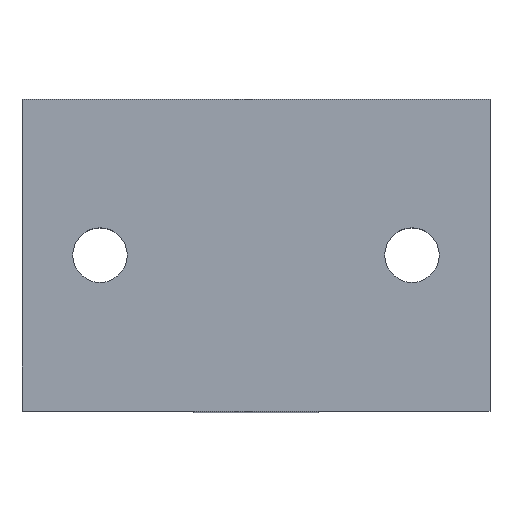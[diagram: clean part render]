
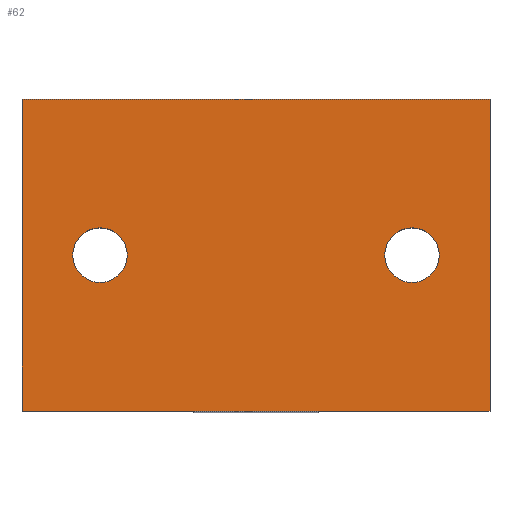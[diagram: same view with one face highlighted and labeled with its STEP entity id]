
A CAD part, top view. The second image highlights one B-rep face of the part: STEP entity #62.
In plain terms, the highlighted planar face has unit normal (0, 0, 1).
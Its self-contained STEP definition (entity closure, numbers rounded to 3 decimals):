
#62=ADVANCED_FACE('',(#136,#138,#140),#142,.T.);
#136=FACE_BOUND('',#137,.T.);
#137=EDGE_LOOP('',(#222,#223,#224,#225));
#138=FACE_BOUND('',#139,.T.);
#139=EDGE_LOOP('',(#226));
#140=FACE_BOUND('',#141,.T.);
#141=EDGE_LOOP('',(#227));
#142=PLANE('',#143);
#143=AXIS2_PLACEMENT_3D('',#144,#145,#146);
#144=CARTESIAN_POINT('',(0.,0.,3.));
#145=DIRECTION('',(0.,0.,1.));
#146=DIRECTION('',(-1.,0.,0.));
#222=ORIENTED_EDGE('',*,*,#265,.T.);
#223=ORIENTED_EDGE('',*,*,#260,.T.);
#224=ORIENTED_EDGE('',*,*,#266,.T.);
#225=ORIENTED_EDGE('',*,*,#252,.T.);
#226=ORIENTED_EDGE('',*,*,#267,.T.);
#227=ORIENTED_EDGE('',*,*,#268,.T.);
#252=EDGE_CURVE('',#292,#290,#293,.T.);
#260=EDGE_CURVE('',#306,#304,#307,.T.);
#265=EDGE_CURVE('',#290,#306,#314,.T.);
#266=EDGE_CURVE('',#304,#292,#315,.T.);
#267=EDGE_CURVE('',#316,#316,#317,.F.);
#268=EDGE_CURVE('',#318,#318,#319,.F.);
#290=VERTEX_POINT('',#364);
#292=VERTEX_POINT('',#368);
#293=LINE('',#369,#370);
#304=VERTEX_POINT('',#394);
#306=VERTEX_POINT('',#398);
#307=LINE('',#399,#400);
#314=LINE('',#417,#418);
#315=LINE('',#420,#421);
#316=VERTEX_POINT('',#423);
#317=CIRCLE('',#424,1.75);
#318=VERTEX_POINT('',#428);
#319=CIRCLE('',#429,1.75);
#364=CARTESIAN_POINT('',(-15.,10.,3.));
#368=CARTESIAN_POINT('',(15.,10.,3.));
#369=CARTESIAN_POINT('',(15.,10.,3.));
#370=VECTOR('',#371,1.);
#371=DIRECTION('',(-1.,0.,0.));
#394=CARTESIAN_POINT('',(15.,-10.,3.));
#398=CARTESIAN_POINT('',(-15.,-10.,3.));
#399=CARTESIAN_POINT('',(-15.,-10.,3.));
#400=VECTOR('',#401,1.);
#401=DIRECTION('',(1.,0.,0.));
#417=CARTESIAN_POINT('',(-15.,10.,3.));
#418=VECTOR('',#419,1.);
#419=DIRECTION('',(0.,-1.,0.));
#420=CARTESIAN_POINT('',(15.,-10.,3.));
#421=VECTOR('',#422,1.);
#422=DIRECTION('',(0.,1.,0.));
#423=CARTESIAN_POINT('',(8.25,0.,3.));
#424=AXIS2_PLACEMENT_3D('',#425,#426,#427);
#425=CARTESIAN_POINT('',(10.,0.,3.));
#426=DIRECTION('',(0.,0.,1.));
#427=DIRECTION('',(-1.,0.,0.));
#428=CARTESIAN_POINT('',(-11.75,0.,3.));
#429=AXIS2_PLACEMENT_3D('',#430,#431,#432);
#430=CARTESIAN_POINT('',(-10.,0.,3.));
#431=DIRECTION('',(0.,0.,1.));
#432=DIRECTION('',(-1.,0.,0.));
